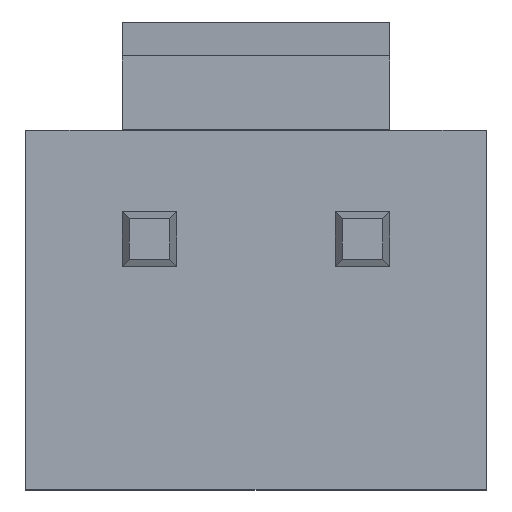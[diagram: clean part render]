
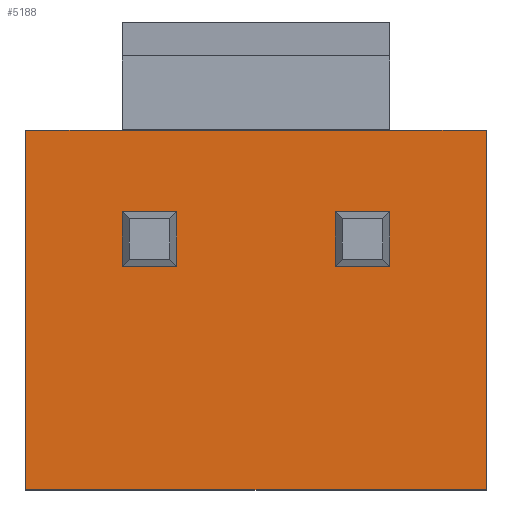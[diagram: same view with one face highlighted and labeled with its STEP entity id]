
A CAD part, top view. The second image highlights one B-rep face of the part: STEP entity #5188.
In plain terms, the highlighted planar face has unit normal (0, 0, 1).
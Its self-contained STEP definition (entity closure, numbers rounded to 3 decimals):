
#448=ORIENTED_EDGE('',*,*,#1477,.F.);
#449=ORIENTED_EDGE('',*,*,#1478,.F.);
#450=ORIENTED_EDGE('',*,*,#1479,.F.);
#451=ORIENTED_EDGE('',*,*,#1480,.F.);
#452=ORIENTED_EDGE('',*,*,#1453,.F.);
#453=ORIENTED_EDGE('',*,*,#1457,.F.);
#454=ORIENTED_EDGE('',*,*,#1460,.F.);
#455=ORIENTED_EDGE('',*,*,#1462,.F.);
#456=ORIENTED_EDGE('',*,*,#1473,.F.);
#457=ORIENTED_EDGE('',*,*,#1416,.F.);
#458=ORIENTED_EDGE('',*,*,#1481,.F.);
#459=ORIENTED_EDGE('',*,*,#1418,.F.);
#460=ORIENTED_EDGE('',*,*,#1476,.F.);
#461=ORIENTED_EDGE('',*,*,#1475,.F.);
#1416=EDGE_CURVE('',#1949,#1950,#2301,.T.);
#1418=EDGE_CURVE('',#1951,#1952,#2303,.T.);
#1453=EDGE_CURVE('',#1980,#1981,#2338,.T.);
#1457=EDGE_CURVE('',#1984,#1980,#2342,.T.);
#1460=EDGE_CURVE('',#1986,#1984,#2345,.T.);
#1462=EDGE_CURVE('',#1981,#1986,#2347,.T.);
#1473=EDGE_CURVE('',#1950,#1991,#2358,.T.);
#1475=EDGE_CURVE('',#1991,#1992,#2360,.T.);
#1476=EDGE_CURVE('',#1992,#1951,#2361,.T.);
#1477=EDGE_CURVE('',#1993,#1994,#2362,.T.);
#1478=EDGE_CURVE('',#1995,#1993,#2363,.T.);
#1479=EDGE_CURVE('',#1996,#1995,#2364,.T.);
#1480=EDGE_CURVE('',#1994,#1996,#2365,.T.);
#1481=EDGE_CURVE('',#1952,#1949,#2366,.T.);
#1949=VERTEX_POINT('',#6280);
#1950=VERTEX_POINT('',#6282);
#1951=VERTEX_POINT('',#6286);
#1952=VERTEX_POINT('',#6287);
#1980=VERTEX_POINT('',#6356);
#1981=VERTEX_POINT('',#6358);
#1984=VERTEX_POINT('',#6365);
#1986=VERTEX_POINT('',#6371);
#1991=VERTEX_POINT('',#6396);
#1992=VERTEX_POINT('',#6400);
#1993=VERTEX_POINT('',#6406);
#1994=VERTEX_POINT('',#6407);
#1995=VERTEX_POINT('',#6409);
#1996=VERTEX_POINT('',#6411);
#2301=LINE('',#6281,#2568);
#2303=LINE('',#6285,#2570);
#2338=LINE('',#6357,#2605);
#2342=LINE('',#6366,#2609);
#2345=LINE('',#6372,#2612);
#2347=LINE('',#6375,#2614);
#2358=LINE('',#6397,#2625);
#2360=LINE('',#6401,#2627);
#2361=LINE('',#6403,#2628);
#2362=LINE('',#6405,#2629);
#2363=LINE('',#6408,#2630);
#2364=LINE('',#6410,#2631);
#2365=LINE('',#6412,#2632);
#2366=LINE('',#6413,#2633);
#2568=VECTOR('',#5625,1000.);
#2570=VECTOR('',#5629,1000.);
#2605=VECTOR('',#5678,1000.);
#2609=VECTOR('',#5684,1000.);
#2612=VECTOR('',#5689,1000.);
#2614=VECTOR('',#5693,1000.);
#2625=VECTOR('',#5716,1000.);
#2627=VECTOR('',#5720,1000.);
#2628=VECTOR('',#5723,1000.);
#2629=VECTOR('',#5726,1000.);
#2630=VECTOR('',#5727,1000.);
#2631=VECTOR('',#5728,1000.);
#2632=VECTOR('',#5729,1000.);
#2633=VECTOR('',#5730,1000.);
#2857=EDGE_LOOP('',(#448,#449,#450,#451));
#2858=EDGE_LOOP('',(#452,#453,#454,#455));
#2859=EDGE_LOOP('',(#456,#457,#458,#459,#460,#461));
#3112=FACE_BOUND('',#2857,.T.);
#3113=FACE_BOUND('',#2858,.T.);
#3114=FACE_BOUND('',#2859,.T.);
#3363=PLANE('',#5446);
#5188=ADVANCED_FACE('',(#3112,#3113,#3114),#3363,.F.);
#5446=AXIS2_PLACEMENT_3D('',#6404,#5724,#5725);
#5625=DIRECTION('',(1.,0.,0.));
#5629=DIRECTION('',(1.,0.,0.));
#5678=DIRECTION('',(0.,-1.,0.));
#5684=DIRECTION('',(-1.,0.,0.));
#5689=DIRECTION('',(0.,1.,0.));
#5693=DIRECTION('',(1.,0.,0.));
#5716=DIRECTION('',(0.,-1.,0.));
#5720=DIRECTION('',(-1.,0.,0.));
#5723=DIRECTION('',(0.,1.,0.));
#5724=DIRECTION('',(0.,0.,-1.));
#5725=DIRECTION('',(-1.,0.,0.));
#5726=DIRECTION('',(1.,0.,0.));
#5727=DIRECTION('',(0.,-1.,0.));
#5728=DIRECTION('',(-1.,0.,0.));
#5729=DIRECTION('',(0.,1.,0.));
#5730=DIRECTION('',(1.,0.,0.));
#6280=CARTESIAN_POINT('',(2.488,2.032,3.2));
#6281=CARTESIAN_POINT('',(-4.278,2.032,3.2));
#6282=CARTESIAN_POINT('',(4.278,2.032,3.2));
#6285=CARTESIAN_POINT('',(-4.278,2.032,3.2));
#6286=CARTESIAN_POINT('',(-4.278,2.032,3.2));
#6287=CARTESIAN_POINT('',(-2.488,2.032,3.2));
#6356=CARTESIAN_POINT('',(-2.488,0.508,3.2));
#6357=CARTESIAN_POINT('',(-2.488,-0.508,3.2));
#6358=CARTESIAN_POINT('',(-2.488,-0.508,3.2));
#6365=CARTESIAN_POINT('',(-1.472,0.508,3.2));
#6366=CARTESIAN_POINT('',(-2.488,0.508,3.2));
#6371=CARTESIAN_POINT('',(-1.472,-0.508,3.2));
#6372=CARTESIAN_POINT('',(-1.472,0.508,3.2));
#6375=CARTESIAN_POINT('',(-1.472,-0.508,3.2));
#6396=CARTESIAN_POINT('',(4.278,-4.648,3.2));
#6397=CARTESIAN_POINT('',(4.278,2.032,3.2));
#6400=CARTESIAN_POINT('',(-4.278,-4.648,3.2));
#6401=CARTESIAN_POINT('',(4.278,-4.648,3.2));
#6403=CARTESIAN_POINT('',(-4.278,-4.648,3.2));
#6404=CARTESIAN_POINT('',(0.,0.,3.2));
#6405=CARTESIAN_POINT('',(2.488,-0.508,3.2));
#6406=CARTESIAN_POINT('',(1.472,-0.508,3.2));
#6407=CARTESIAN_POINT('',(2.488,-0.508,3.2));
#6408=CARTESIAN_POINT('',(1.472,-0.508,3.2));
#6409=CARTESIAN_POINT('',(1.472,0.508,3.2));
#6410=CARTESIAN_POINT('',(1.472,0.508,3.2));
#6411=CARTESIAN_POINT('',(2.488,0.508,3.2));
#6412=CARTESIAN_POINT('',(2.488,0.508,3.2));
#6413=CARTESIAN_POINT('',(-4.278,2.032,3.2));
